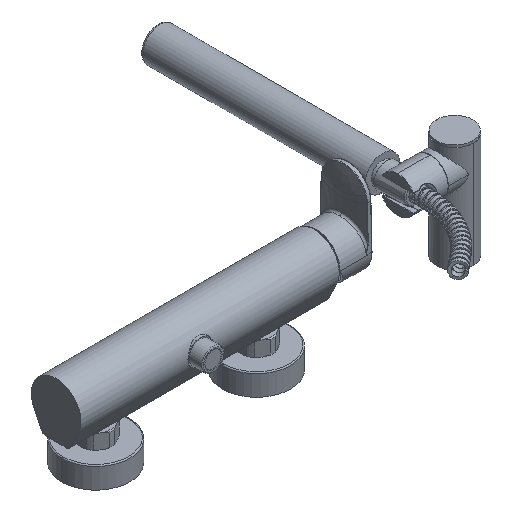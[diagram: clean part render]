
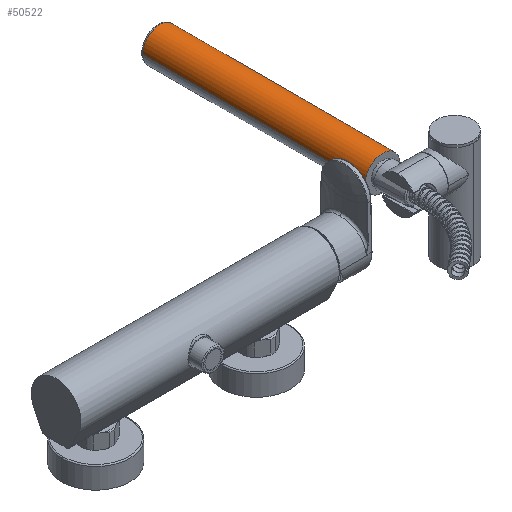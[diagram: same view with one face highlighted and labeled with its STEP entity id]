
A CAD part, isometric view. The second image highlights one B-rep face of the part: STEP entity #50522.
In plain terms, the highlighted cylindrical face has radius 16 mm (diameter 32 mm), a partial arc.
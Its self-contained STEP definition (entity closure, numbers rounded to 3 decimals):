
#38849=CARTESIAN_POINT('',(217.25,24.5,12.5));
#38850=DIRECTION('',(0.,1.,0.));
#38851=DIRECTION('',(-1.,0.,0.));
#38852=AXIS2_PLACEMENT_3D('',#38849,#38850,#38851);
#38869=DIRECTION('',(0.,1.,0.));
#38870=VECTOR('',#38869,208.);
#38871=CARTESIAN_POINT('',(233.25,24.5,12.5));
#38872=LINE('',#38871,#38870);
#38893=CARTESIAN_POINT('',(217.25,232.5,12.5));
#38894=DIRECTION('',(0.,1.,0.));
#38895=DIRECTION('',(-1.,0.,0.));
#38896=AXIS2_PLACEMENT_3D('',#38893,#38894,#38895);
#38898=DIRECTION('',(0.,1.,0.));
#38899=VECTOR('',#38898,208.);
#38900=CARTESIAN_POINT('',(201.25,24.5,12.5));
#38901=LINE('',#38900,#38899);
#40623=CARTESIAN_POINT('',(233.25,24.5,12.5));
#40624=CARTESIAN_POINT('',(201.25,24.5,12.5));
#40625=VERTEX_POINT('',#40623);
#40626=VERTEX_POINT('',#40624);
#40631=CARTESIAN_POINT('',(201.25,232.5,12.5));
#40632=CARTESIAN_POINT('',(233.25,232.5,12.5));
#40633=VERTEX_POINT('',#40631);
#40634=VERTEX_POINT('',#40632);
#50511=CARTESIAN_POINT('',(217.25,24.5,12.5));
#50512=DIRECTION('',(0.,1.,0.));
#50513=DIRECTION('',(1.,0.,0.));
#50514=AXIS2_PLACEMENT_3D('',#50511,#50512,#50513);
#50515=CYLINDRICAL_SURFACE('',#50514,16.);
#50516=ORIENTED_EDGE('',*,*,#50498,.T.);
#50517=ORIENTED_EDGE('',*,*,#50439,.F.);
#50518=ORIENTED_EDGE('',*,*,#50413,.F.);
#50519=ORIENTED_EDGE('',*,*,#50436,.T.);
#50520=EDGE_LOOP('',(#50516,#50517,#50518,#50519));
#50521=FACE_OUTER_BOUND('',#50520,.F.);
#50522=ADVANCED_FACE('',(#50521),#50515,.T.);
#38853=CIRCLE('',#38852,16.);
#38897=CIRCLE('',#38896,16.);
#50413=EDGE_CURVE('',#40626,#40625,#38853,.T.);
#50436=EDGE_CURVE('',#40626,#40633,#38901,.T.);
#50439=EDGE_CURVE('',#40625,#40634,#38872,.T.);
#50498=EDGE_CURVE('',#40633,#40634,#38897,.T.);
